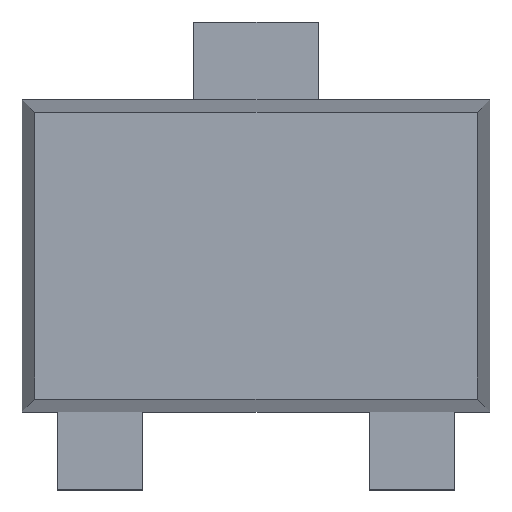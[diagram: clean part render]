
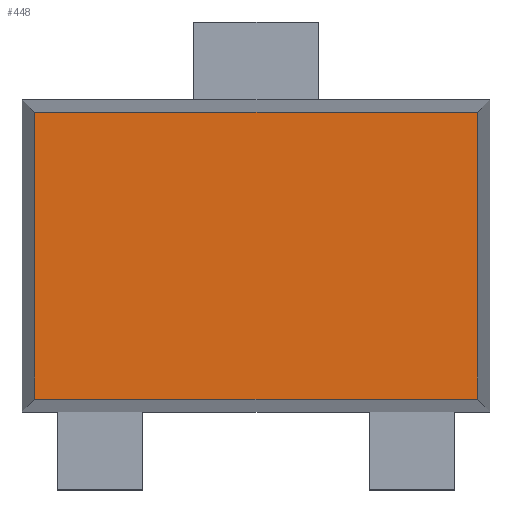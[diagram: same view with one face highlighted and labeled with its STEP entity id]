
A CAD part, top view. The second image highlights one B-rep face of the part: STEP entity #448.
In plain terms, the highlighted planar face has unit normal (0, 0, 1).
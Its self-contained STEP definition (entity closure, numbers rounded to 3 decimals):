
#24 = VECTOR ( 'NONE', #636, 1000. ) ;
#56 = DIRECTION ( 'NONE',  ( 0., -1., 0. ) ) ;
#59 = VERTEX_POINT ( 'NONE', #994 ) ;
#88 = CARTESIAN_POINT ( 'NONE',  ( 0.568, 0., 0.5 ) ) ;
#129 = CARTESIAN_POINT ( 'NONE',  ( 0., 0.368, 0.5 ) ) ;
#132 = PLANE ( 'NONE',  #1124 ) ;
#194 = ORIENTED_EDGE ( 'NONE', *, *, #1234, .T. ) ;
#234 = ORIENTED_EDGE ( 'NONE', *, *, #339, .T. ) ;
#284 = CARTESIAN_POINT ( 'NONE',  ( -0.568, -0.368, 0.5 ) ) ;
#309 = LINE ( 'NONE', #88, #565 ) ;
#333 = CARTESIAN_POINT ( 'NONE',  ( 0.6, -0.368, 0.5 ) ) ;
#339 = EDGE_CURVE ( 'NONE', #59, #669, #309, .T. ) ;
#346 = LINE ( 'NONE', #333, #24 ) ;
#394 = DIRECTION ( 'NONE',  ( 1., 0., 0. ) ) ;
#408 = FACE_OUTER_BOUND ( 'NONE', #1160, .T. ) ;
#448 = ADVANCED_FACE ( 'NONE', ( #408 ), #132, .T. ) ;
#483 = LINE ( 'NONE', #691, #701 ) ;
#545 = ORIENTED_EDGE ( 'NONE', *, *, #633, .T. ) ;
#565 = VECTOR ( 'NONE', #924, 1000. ) ;
#633 = EDGE_CURVE ( 'NONE', #669, #1058, #1155, .T. ) ;
#636 = DIRECTION ( 'NONE',  ( 1., 0., 0. ) ) ;
#669 = VERTEX_POINT ( 'NONE', #990 ) ;
#681 = DIRECTION ( 'NONE',  ( -1., 0., 0. ) ) ;
#691 = CARTESIAN_POINT ( 'NONE',  ( -0.568, -0.4, 0.5 ) ) ;
#701 = VECTOR ( 'NONE', #56, 1000. ) ;
#702 = VECTOR ( 'NONE', #681, 1000. ) ;
#772 = VERTEX_POINT ( 'NONE', #284 ) ;
#870 = CARTESIAN_POINT ( 'NONE',  ( -0.568, 0.368, 0.5 ) ) ;
#878 = DIRECTION ( 'NONE',  ( 0., 0., 1. ) ) ;
#924 = DIRECTION ( 'NONE',  ( 0., 1., 0. ) ) ;
#979 = CARTESIAN_POINT ( 'NONE',  ( 0., 0., 0.5 ) ) ;
#990 = CARTESIAN_POINT ( 'NONE',  ( 0.568, 0.368, 0.5 ) ) ;
#994 = CARTESIAN_POINT ( 'NONE',  ( 0.568, -0.368, 0.5 ) ) ;
#1046 = EDGE_CURVE ( 'NONE', #772, #59, #346, .T. ) ;
#1058 = VERTEX_POINT ( 'NONE', #870 ) ;
#1124 = AXIS2_PLACEMENT_3D ( 'NONE', #979, #878, #394 ) ;
#1152 = ORIENTED_EDGE ( 'NONE', *, *, #1046, .T. ) ;
#1155 = LINE ( 'NONE', #129, #702 ) ;
#1160 = EDGE_LOOP ( 'NONE', ( #194, #1152, #234, #545 ) ) ;
#1234 = EDGE_CURVE ( 'NONE', #1058, #772, #483, .T. ) ;
